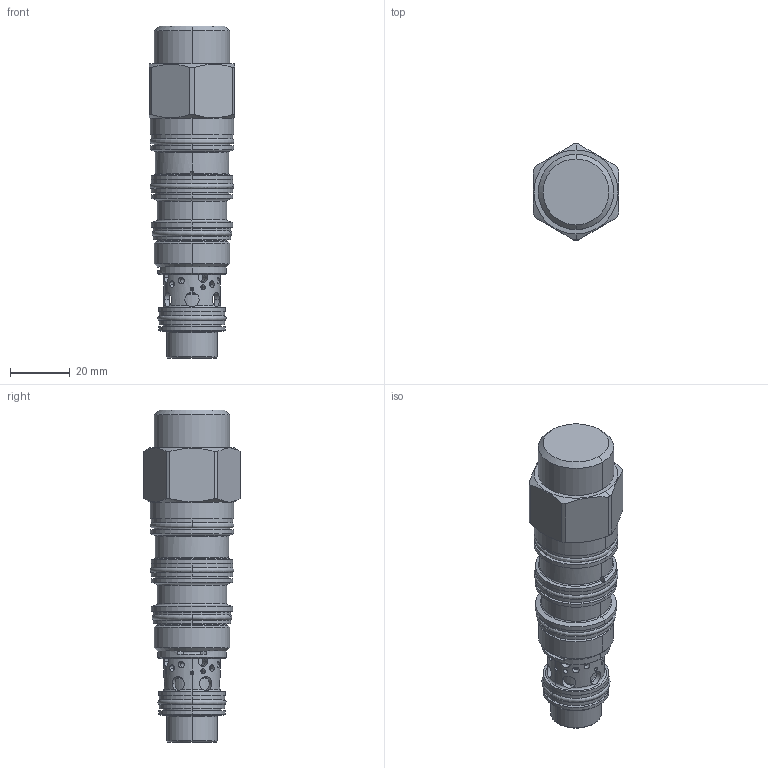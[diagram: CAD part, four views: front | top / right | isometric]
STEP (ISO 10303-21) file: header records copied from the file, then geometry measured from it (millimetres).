
FILE_DESCRIPTION((''),'2;1');
FILE_NAME('MWEBX-LN_PRT','2010-04-14T',('Administrator'),(''),'PRO/ENGINEER BY PARAMETRIC TECHNOLOGY CORPORATION, 2006240','PRO/ENGINEER BY PARAMETRIC TECHNOLOGY CORPORATION, 2006240','');
FILE_SCHEMA(('CONFIG_CONTROL_DESIGN'));
Products named in the file (1): MWEBX-LN_PRT
Bounding box: 28.57 x 32.21 x 111.33 mm (x, y, z)
Volume: 48086.3 mm3; surface area: 25165.5 mm2
Topology: 5 solids, 6 shells, 490 faces, 1214 edges, 737 vertices
Faces by surface type: cylinder 248, cone 90, torus 65, plane 61, revolution 14, bspline 12
Entity records: 51928 total; most frequent: CARTESIAN_POINT 40429, ORIENTED_EDGE 2404, DIRECTION 2324, EDGE_CURVE 1202, AXIS2_PLACEMENT_3D 976, VERTEX_POINT 733, EDGE_LOOP 617, CIRCLE 512
